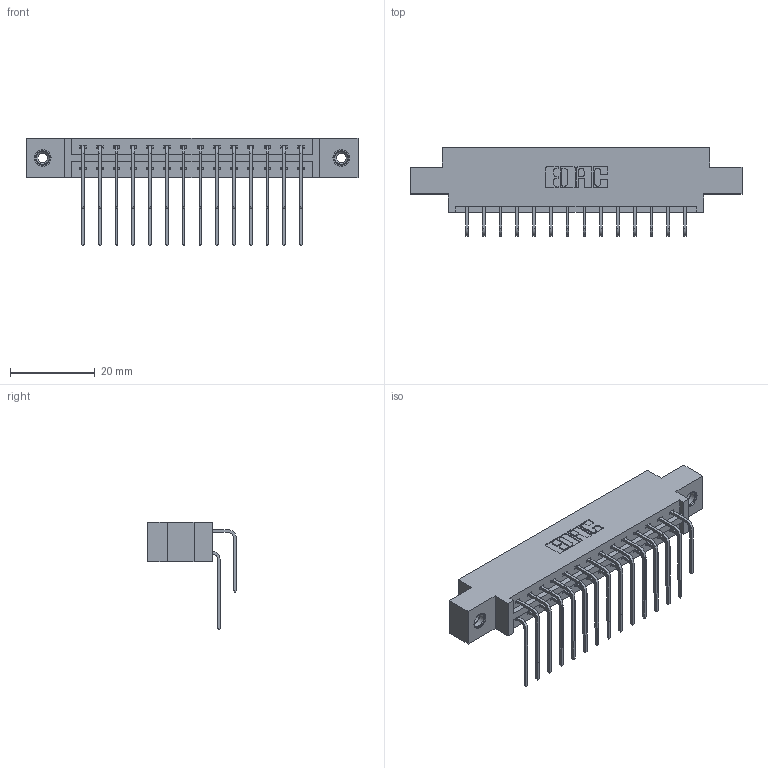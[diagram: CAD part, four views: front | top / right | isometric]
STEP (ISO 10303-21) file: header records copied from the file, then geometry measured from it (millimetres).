
FILE_DESCRIPTION (( 'STEP AP203' ), '1' );
FILE_NAME ('387-028-559-808.STEP', '2018-09-17T00:32:11', ( '' ), ( '' ), 'SwSTEP 2.0', 'SolidWorks 2016', '' );
FILE_SCHEMA (( 'CONFIG_CONTROL_DESIGN' ));
Length unit declared in the file: inch
Products named in the file (5): 337 Part_0.170 Offset - 0.156 Dia-TI; 345-292-001_558 559 Tail - 1; 345-292-001_559 Tail - 2; 345-250-001_345-250-003-102; 387-028-559-808
Assembly tree (31 placements, depth 2):
  387-028-559-808
    337 Part_0.170 Offset - 0.156 Dia-TI
    345-292-001_558 559 Tail - 1  x14
    345-292-001_559 Tail - 2  x14
    345-250-001_345-250-003-102  x2
Bounding box: 78.49 x 20.9 x 25.53 mm (x, y, z)
Volume: 7936.3 mm3; surface area: 9642.8 mm2
Topology: 31 solids, 31 shells, 1746 faces, 5135 edges, 3378 vertices
Faces by surface type: plane 1226, cylinder 504, cone 12, torus 4
Entity records: 17578 total; most frequent: CARTESIAN_POINT 3012, ORIENTED_EDGE 2890, DIRECTION 2627, EDGE_CURVE 1445, LINE 1257, VECTOR 1257, VERTEX_POINT 956, AXIS2_PLACEMENT_3D 685
